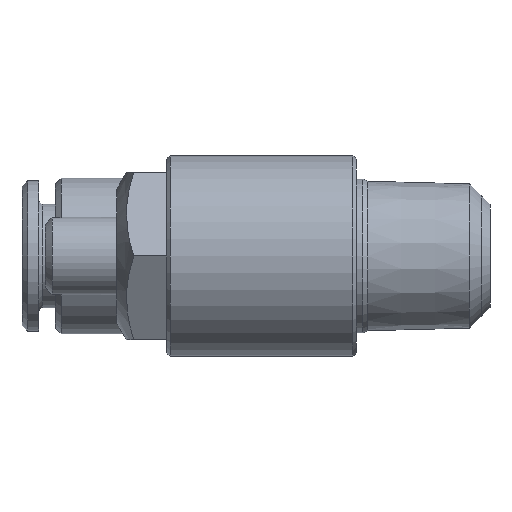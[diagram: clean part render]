
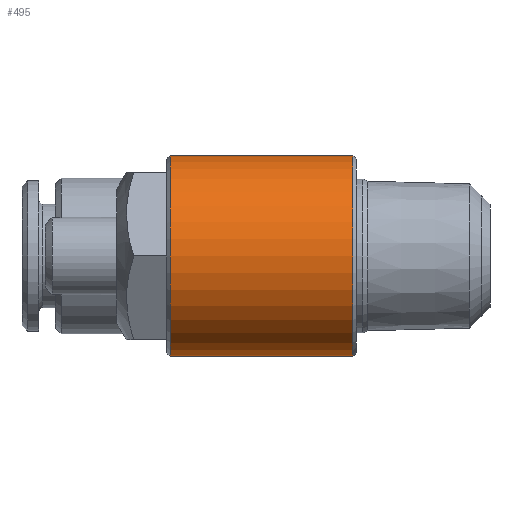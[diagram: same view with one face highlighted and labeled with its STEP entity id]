
A CAD part, left-side view. The second image highlights one B-rep face of the part: STEP entity #495.
In plain terms, the highlighted cylindrical face has radius 9 mm (diameter 18 mm), a partial arc.
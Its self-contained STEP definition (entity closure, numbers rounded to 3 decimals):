
#333 = VERTEX_POINT ( 'NONE', #1713 ) ;
#348 = EDGE_CURVE ( 'NONE', #526, #546, #1773, .T. ) ;
#351 = EDGE_CURVE ( 'NONE', #333, #363, #1762, .T. ) ;
#363 = VERTEX_POINT ( 'NONE', #2302 ) ;
#443 = EDGE_CURVE ( 'NONE', #546, #363, #2423, .T. ) ;
#495 = ADVANCED_FACE ( 'NONE', ( #2492 ), #2535, .T. ) ;
#496 = ORIENTED_EDGE ( 'NONE', *, *, #348, .F. ) ;
#499 = ORIENTED_EDGE ( 'NONE', *, *, #500, .T. ) ;
#500 = EDGE_CURVE ( 'NONE', #526, #333, #2499, .T. ) ;
#501 = ORIENTED_EDGE ( 'NONE', *, *, #351, .T. ) ;
#502 = ORIENTED_EDGE ( 'NONE', *, *, #443, .F. ) ;
#503 = EDGE_LOOP ( 'NONE', ( #496, #499, #501, #502 ) ) ;
#526 = VERTEX_POINT ( 'NONE', #2622 ) ;
#546 = VERTEX_POINT ( 'NONE', #2592 ) ;
#1713 = CARTESIAN_POINT ( 'NONE',  ( 0., 28.7, -9. ) ) ;
#1759 = DIRECTION ( 'NONE',  ( 0., -1., 0. ) ) ;
#1760 = VECTOR ( 'NONE', #1759, 1000. ) ;
#1761 = CARTESIAN_POINT ( 'NONE',  ( 0., 10.619, -9. ) ) ;
#1762 = LINE ( 'NONE', #1761, #1760 ) ;
#1764 = DIRECTION ( 'NONE',  ( 0., -1., 0. ) ) ;
#1765 = VECTOR ( 'NONE', #1764, 1000. ) ;
#1772 = CARTESIAN_POINT ( 'NONE',  ( 0., 10.619, 9. ) ) ;
#1773 = LINE ( 'NONE', #1772, #1765 ) ;
#2302 = CARTESIAN_POINT ( 'NONE',  ( 0., 12.3, -9. ) ) ;
#2423 = CIRCLE ( 'NONE', #2457, 9. ) ;
#2454 = DIRECTION ( 'NONE',  ( 0., 0., -1. ) ) ;
#2455 = DIRECTION ( 'NONE',  ( 0., -1., 0. ) ) ;
#2456 = CARTESIAN_POINT ( 'NONE',  ( 0., 12.3, 0. ) ) ;
#2457 = AXIS2_PLACEMENT_3D ( 'NONE', #2456, #2455, #2454 ) ;
#2492 = FACE_OUTER_BOUND ( 'NONE', #503, .T. ) ;
#2499 = CIRCLE ( 'NONE', #2547, 9. ) ;
#2535 = CYLINDRICAL_SURFACE ( 'NONE', #2543, 9. ) ;
#2542 = CARTESIAN_POINT ( 'NONE',  ( 0., 10.619, 0. ) ) ;
#2543 = AXIS2_PLACEMENT_3D ( 'NONE', #2542, #2557, #2556 ) ;
#2545 = DIRECTION ( 'NONE',  ( 0., -1., 0. ) ) ;
#2546 = CARTESIAN_POINT ( 'NONE',  ( 0., 28.7, 0. ) ) ;
#2547 = AXIS2_PLACEMENT_3D ( 'NONE', #2546, #2545, #2561 ) ;
#2556 = DIRECTION ( 'NONE',  ( 0., 0., -1. ) ) ;
#2557 = DIRECTION ( 'NONE',  ( 0., -1., 0. ) ) ;
#2561 = DIRECTION ( 'NONE',  ( 0., 0., -1. ) ) ;
#2592 = CARTESIAN_POINT ( 'NONE',  ( 0., 12.3, 9. ) ) ;
#2622 = CARTESIAN_POINT ( 'NONE',  ( 0., 28.7, 9. ) ) ;
